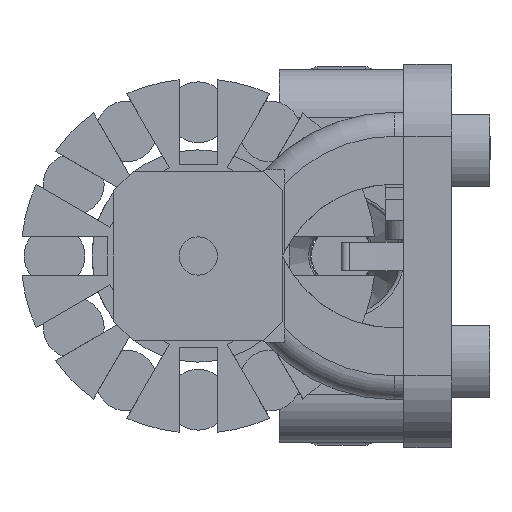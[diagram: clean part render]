
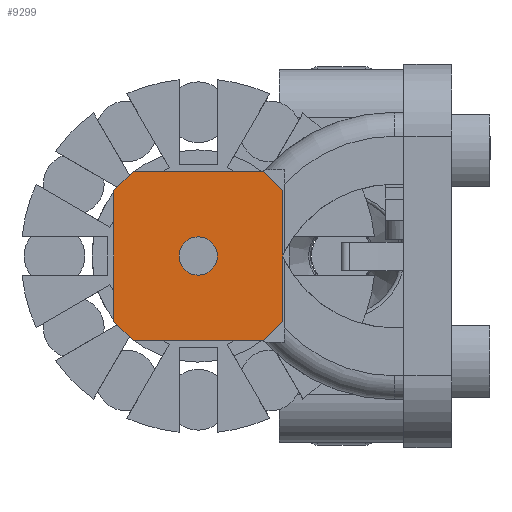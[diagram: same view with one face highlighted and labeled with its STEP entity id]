
A CAD part, left-side view. The second image highlights one B-rep face of the part: STEP entity #9299.
In plain terms, the highlighted face is planar.
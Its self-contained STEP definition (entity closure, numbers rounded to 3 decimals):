
#210=FACE_BOUND('',#1311,.T.);
#437=PLANE('',#9973);
#762=FACE_OUTER_BOUND('',#1310,.T.);
#1310=EDGE_LOOP('',(#6435,#6436,#6437,#6438,#6439,#6440,#6441,#6442));
#1311=EDGE_LOOP('',(#6443));
#1968=LINE('',#13924,#2794);
#1977=LINE('',#13942,#2803);
#1979=LINE('',#13946,#2805);
#1982=LINE('',#13952,#2808);
#1985=LINE('',#13957,#2811);
#1987=LINE('',#13961,#2813);
#1988=LINE('',#13963,#2814);
#1989=LINE('',#13965,#2815);
#2794=VECTOR('',#11046,10.);
#2803=VECTOR('',#11059,10.);
#2805=VECTOR('',#11063,10.);
#2808=VECTOR('',#11068,10.);
#2811=VECTOR('',#11073,10.);
#2813=VECTOR('',#11077,10.);
#2814=VECTOR('',#11080,10.);
#2815=VECTOR('',#11083,10.);
#3606=CIRCLE('',#9930,4.);
#4055=VERTEX_POINT('',#13843);
#4077=VERTEX_POINT('',#13921);
#4078=VERTEX_POINT('',#13923);
#4085=VERTEX_POINT('',#13941);
#4086=VERTEX_POINT('',#13945);
#4087=VERTEX_POINT('',#13949);
#4088=VERTEX_POINT('',#13951);
#4089=VERTEX_POINT('',#13955);
#4090=VERTEX_POINT('',#13959);
#4977=EDGE_CURVE('',#4055,#4055,#3606,.T.);
#5010=EDGE_CURVE('',#4077,#4078,#1968,.T.);
#5019=EDGE_CURVE('',#4085,#4078,#1977,.T.);
#5021=EDGE_CURVE('',#4085,#4086,#1979,.T.);
#5024=EDGE_CURVE('',#4087,#4088,#1982,.T.);
#5027=EDGE_CURVE('',#4087,#4089,#1985,.T.);
#5029=EDGE_CURVE('',#4090,#4089,#1987,.T.);
#5030=EDGE_CURVE('',#4090,#4086,#1988,.T.);
#5031=EDGE_CURVE('',#4077,#4088,#1989,.T.);
#6435=ORIENTED_EDGE('',*,*,#5010,.F.);
#6436=ORIENTED_EDGE('',*,*,#5031,.T.);
#6437=ORIENTED_EDGE('',*,*,#5024,.F.);
#6438=ORIENTED_EDGE('',*,*,#5027,.T.);
#6439=ORIENTED_EDGE('',*,*,#5029,.F.);
#6440=ORIENTED_EDGE('',*,*,#5030,.T.);
#6441=ORIENTED_EDGE('',*,*,#5021,.F.);
#6442=ORIENTED_EDGE('',*,*,#5019,.T.);
#6443=ORIENTED_EDGE('',*,*,#4977,.T.);
#9299=ADVANCED_FACE('',(#762,#210),#437,.F.);
#9930=AXIS2_PLACEMENT_3D('',#13844,#10962,#10963);
#9973=AXIS2_PLACEMENT_3D('',#13966,#11084,#11085);
#10962=DIRECTION('center_axis',(0.,1.,0.));
#10963=DIRECTION('ref_axis',(1.,0.,0.));
#11046=DIRECTION('',(0.707,0.,0.707));
#11059=DIRECTION('',(-1.,0.,0.));
#11063=DIRECTION('',(0.707,0.,-0.707));
#11068=DIRECTION('',(-0.707,0.,0.707));
#11073=DIRECTION('',(1.,0.,0.));
#11077=DIRECTION('',(-0.707,0.,-0.707));
#11080=DIRECTION('',(0.,0.,1.));
#11083=DIRECTION('',(0.,0.,-1.));
#11084=DIRECTION('center_axis',(0.,1.,0.));
#11085=DIRECTION('ref_axis',(1.,0.,0.));
#13843=CARTESIAN_POINT('',(-4.,0.,0.));
#13844=CARTESIAN_POINT('Origin',(0.,0.,0.));
#13921=CARTESIAN_POINT('',(-17.6,0.,13.6));
#13923=CARTESIAN_POINT('',(-13.6,0.,17.6));
#13924=CARTESIAN_POINT('',(-15.6,0.,15.6));
#13941=CARTESIAN_POINT('',(13.6,0.,17.6));
#13942=CARTESIAN_POINT('',(17.6,0.,17.6));
#13945=CARTESIAN_POINT('',(17.6,0.,13.6));
#13946=CARTESIAN_POINT('',(15.6,0.,15.6));
#13949=CARTESIAN_POINT('',(-13.6,0.,-17.6));
#13951=CARTESIAN_POINT('',(-17.6,0.,-13.6));
#13952=CARTESIAN_POINT('',(-15.6,0.,-15.6));
#13955=CARTESIAN_POINT('',(13.6,0.,-17.6));
#13957=CARTESIAN_POINT('',(-17.6,0.,-17.6));
#13959=CARTESIAN_POINT('',(17.6,0.,-13.6));
#13961=CARTESIAN_POINT('',(15.6,0.,-15.6));
#13963=CARTESIAN_POINT('',(17.6,0.,-17.6));
#13965=CARTESIAN_POINT('',(-17.6,0.,17.6));
#13966=CARTESIAN_POINT('Origin',(0.,0.,0.));
